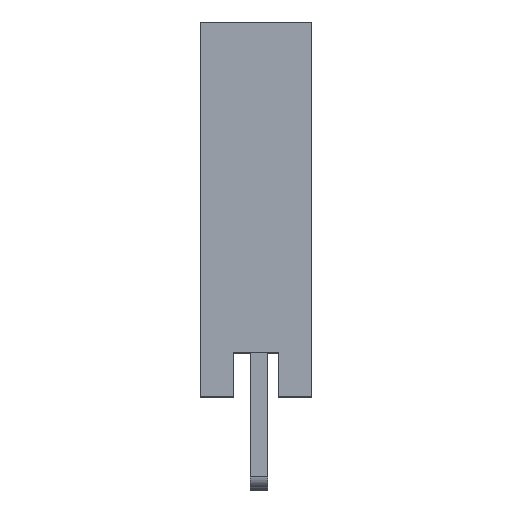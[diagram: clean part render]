
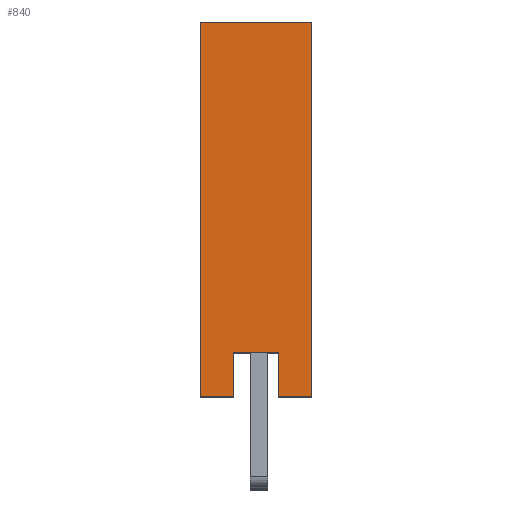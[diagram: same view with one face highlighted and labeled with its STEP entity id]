
A CAD part, top view. The second image highlights one B-rep face of the part: STEP entity #840.
In plain terms, the highlighted planar face has unit normal (0, 0, 1).
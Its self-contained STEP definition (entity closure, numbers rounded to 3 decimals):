
#86=FACE_OUTER_BOUND('',#129,.T.);
#129=EDGE_LOOP('',(#613,#614,#615,#616,#617,#618,#619,#620));
#166=LINE('',#1210,#272);
#169=LINE('',#1218,#275);
#173=LINE('',#1225,#279);
#180=LINE('',#1239,#286);
#183=LINE('',#1245,#289);
#189=LINE('',#1256,#295);
#195=LINE('',#1268,#301);
#200=LINE('',#1276,#306);
#272=VECTOR('',#974,1.04);
#275=VECTOR('',#979,8.5);
#279=VECTOR('',#985,2.54);
#286=VECTOR('',#994,8.5);
#289=VECTOR('',#999,0.75);
#295=VECTOR('',#1007,1.);
#301=VECTOR('',#1017,1.);
#306=VECTOR('',#1024,0.75);
#375=VERTEX_POINT('',#1203);
#378=VERTEX_POINT('',#1208);
#381=VERTEX_POINT('',#1215);
#382=VERTEX_POINT('',#1217);
#384=VERTEX_POINT('',#1223);
#390=VERTEX_POINT('',#1237);
#392=VERTEX_POINT('',#1243);
#400=VERTEX_POINT('',#1266);
#454=EDGE_CURVE('',#375,#378,#166,.T.);
#457=EDGE_CURVE('',#382,#381,#169,.T.);
#461=EDGE_CURVE('',#381,#384,#173,.T.);
#468=EDGE_CURVE('',#384,#390,#180,.T.);
#471=EDGE_CURVE('',#390,#392,#183,.T.);
#477=EDGE_CURVE('',#392,#375,#189,.T.);
#483=EDGE_CURVE('',#378,#400,#195,.T.);
#488=EDGE_CURVE('',#400,#382,#200,.T.);
#613=ORIENTED_EDGE('',*,*,#457,.T.);
#614=ORIENTED_EDGE('',*,*,#461,.T.);
#615=ORIENTED_EDGE('',*,*,#468,.T.);
#616=ORIENTED_EDGE('',*,*,#471,.T.);
#617=ORIENTED_EDGE('',*,*,#477,.T.);
#618=ORIENTED_EDGE('',*,*,#454,.T.);
#619=ORIENTED_EDGE('',*,*,#483,.T.);
#620=ORIENTED_EDGE('',*,*,#488,.T.);
#802=PLANE('',#910);
#840=ADVANCED_FACE('',(#86),#802,.T.);
#910=AXIS2_PLACEMENT_3D('',#1277,#1025,#1026);
#974=DIRECTION('',(1.,0.,0.));
#979=DIRECTION('',(0.,1.,0.));
#985=DIRECTION('',(-1.,0.,0.));
#994=DIRECTION('',(0.,-1.,0.));
#999=DIRECTION('',(1.,0.,0.));
#1007=DIRECTION('',(0.,1.,0.));
#1017=DIRECTION('',(0.,-1.,0.));
#1024=DIRECTION('',(1.,0.,0.));
#1025=DIRECTION('center_axis',(0.,0.,1.));
#1026=DIRECTION('ref_axis',(1.,0.,0.));
#1203=CARTESIAN_POINT('',(-1.79,1.,2.54));
#1208=CARTESIAN_POINT('',(-0.75,1.,2.54));
#1210=CARTESIAN_POINT('',(-1.79,1.,2.54));
#1215=CARTESIAN_POINT('',(0.,8.5,2.54));
#1217=CARTESIAN_POINT('',(0.,0.,2.54));
#1218=CARTESIAN_POINT('',(0.,0.,2.54));
#1223=CARTESIAN_POINT('',(-2.54,8.5,2.54));
#1225=CARTESIAN_POINT('',(0.,8.5,2.54));
#1237=CARTESIAN_POINT('',(-2.54,0.,2.54));
#1239=CARTESIAN_POINT('',(-2.54,8.5,2.54));
#1243=CARTESIAN_POINT('',(-1.79,0.,2.54));
#1245=CARTESIAN_POINT('',(-2.54,0.,2.54));
#1256=CARTESIAN_POINT('',(-1.79,0.,2.54));
#1266=CARTESIAN_POINT('',(-0.75,0.,2.54));
#1268=CARTESIAN_POINT('',(-0.75,1.,2.54));
#1276=CARTESIAN_POINT('',(-0.75,0.,2.54));
#1277=CARTESIAN_POINT('Origin',(0.,0.,2.54));
